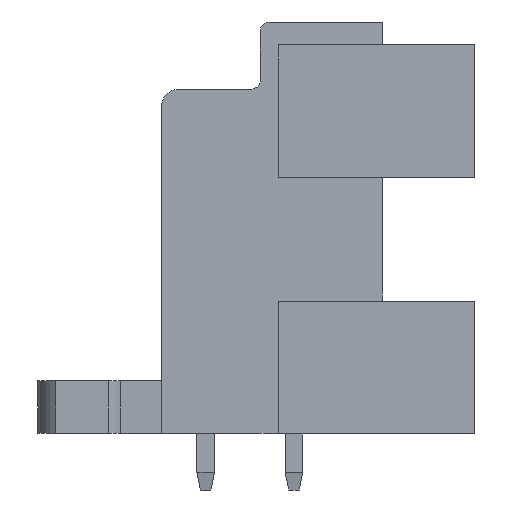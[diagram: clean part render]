
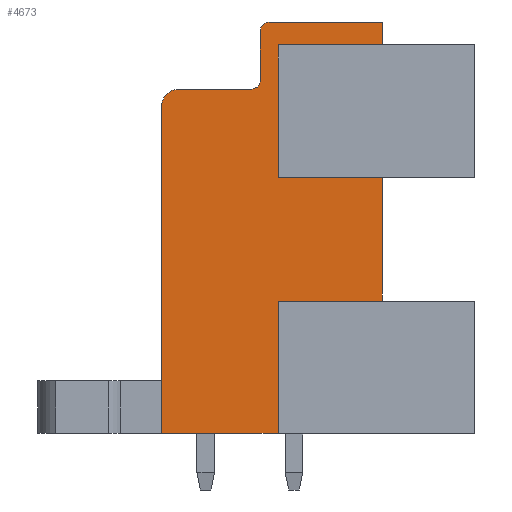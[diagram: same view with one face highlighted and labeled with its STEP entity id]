
A CAD part, left-side view. The second image highlights one B-rep face of the part: STEP entity #4673.
In plain terms, the highlighted planar face has unit normal (-1, 0, 0).
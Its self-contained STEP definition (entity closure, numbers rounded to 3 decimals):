
#2370=AXIS2_PLACEMENT_3D('Circle Axis2P3D',#2368,#2369,$) ;
#2432=AXIS2_PLACEMENT_3D('Circle Axis2P3D',#2430,#2431,$) ;
#2494=AXIS2_PLACEMENT_3D('Circle Axis2P3D',#2492,#2493,$) ;
#4644=AXIS2_PLACEMENT_3D('Plane Axis2P3D',#4641,#4642,#4643) ;
#1037=CARTESIAN_POINT('Vertex',(3.5,5.2,10.7)) ;
#1040=CARTESIAN_POINT('Line Origine',(3.5,8.15,10.7)) ;
#1044=CARTESIAN_POINT('Vertex',(3.5,11.1,10.7)) ;
#1122=CARTESIAN_POINT('Vertex',(3.5,5.2,17.7)) ;
#1125=CARTESIAN_POINT('Line Origine',(3.5,5.2,14.2)) ;
#1181=CARTESIAN_POINT('Vertex',(3.5,11.1,17.7)) ;
#1184=CARTESIAN_POINT('Line Origine',(3.5,8.15,17.7)) ;
#2223=CARTESIAN_POINT('Vertex',(3.5,5.2,25.2)) ;
#2226=CARTESIAN_POINT('Line Origine',(3.5,8.15,25.2)) ;
#2230=CARTESIAN_POINT('Vertex',(3.5,11.1,25.2)) ;
#2303=CARTESIAN_POINT('Vertex',(3.5,5.2,26.5)) ;
#2306=CARTESIAN_POINT('Line Origine',(3.5,5.2,25.85)) ;
#2334=CARTESIAN_POINT('Vertex',(3.5,11.6,26.5)) ;
#2337=CARTESIAN_POINT('Line Origine',(3.5,8.4,26.5)) ;
#2365=CARTESIAN_POINT('Vertex',(3.5,12.1,26.)) ;
#2368=CARTESIAN_POINT('Axis2P3D Location',(3.5,11.6,26.)) ;
#2396=CARTESIAN_POINT('Vertex',(3.5,12.1,23.2)) ;
#2399=CARTESIAN_POINT('Line Origine',(3.5,12.1,24.6)) ;
#2427=CARTESIAN_POINT('Vertex',(3.5,12.6,22.7)) ;
#2430=CARTESIAN_POINT('Axis2P3D Location',(3.5,12.6,23.2)) ;
#2458=CARTESIAN_POINT('Vertex',(3.5,16.7,22.7)) ;
#2461=CARTESIAN_POINT('Line Origine',(3.5,14.65,22.7)) ;
#2489=CARTESIAN_POINT('Vertex',(3.5,17.7,21.7)) ;
#2492=CARTESIAN_POINT('Axis2P3D Location',(3.5,16.7,21.7)) ;
#2599=CARTESIAN_POINT('Vertex',(3.5,17.7,3.2)) ;
#2602=CARTESIAN_POINT('Line Origine',(3.5,17.7,12.45)) ;
#2698=CARTESIAN_POINT('Vertex',(3.5,11.1,3.2)) ;
#2701=CARTESIAN_POINT('Line Origine',(3.5,14.4,3.2)) ;
#4641=CARTESIAN_POINT('Axis2P3D Location',(3.5,0.,0.)) ;
#4646=CARTESIAN_POINT('Line Origine',(3.5,11.1,21.45)) ;
#4651=CARTESIAN_POINT('Line Origine',(3.5,11.1,6.95)) ;
#1041=DIRECTION('Vector Direction',(0.,-1.,0.)) ;
#1126=DIRECTION('Vector Direction',(0.,0.,-1.)) ;
#1185=DIRECTION('Vector Direction',(0.,1.,0.)) ;
#2227=DIRECTION('Vector Direction',(0.,-1.,0.)) ;
#2307=DIRECTION('Vector Direction',(0.,0.,-1.)) ;
#2338=DIRECTION('Vector Direction',(0.,-1.,0.)) ;
#2369=DIRECTION('Axis2P3D Direction',(-1.,0.,0.)) ;
#2400=DIRECTION('Vector Direction',(0.,0.,1.)) ;
#2431=DIRECTION('Axis2P3D Direction',(-1.,0.,0.)) ;
#2462=DIRECTION('Vector Direction',(0.,-1.,0.)) ;
#2493=DIRECTION('Axis2P3D Direction',(-1.,0.,0.)) ;
#2603=DIRECTION('Vector Direction',(0.,0.,1.)) ;
#2702=DIRECTION('Vector Direction',(0.,1.,0.)) ;
#4642=DIRECTION('Axis2P3D Direction',(-1.,0.,0.)) ;
#4643=DIRECTION('Axis2P3D XDirection',(0.,-1.,0.)) ;
#4647=DIRECTION('Vector Direction',(0.,0.,1.)) ;
#4652=DIRECTION('Vector Direction',(0.,0.,1.)) ;
#1042=VECTOR('Line Direction',#1041,1.) ;
#1127=VECTOR('Line Direction',#1126,1.) ;
#1186=VECTOR('Line Direction',#1185,1.) ;
#2228=VECTOR('Line Direction',#2227,1.) ;
#2308=VECTOR('Line Direction',#2307,1.) ;
#2339=VECTOR('Line Direction',#2338,1.) ;
#2401=VECTOR('Line Direction',#2400,1.) ;
#2463=VECTOR('Line Direction',#2462,1.) ;
#2604=VECTOR('Line Direction',#2603,1.) ;
#2703=VECTOR('Line Direction',#2702,1.) ;
#4648=VECTOR('Line Direction',#4647,1.) ;
#4653=VECTOR('Line Direction',#4652,1.) ;
#4657=ORIENTED_EDGE('',*,*,#1188,.F.) ;
#4658=ORIENTED_EDGE('',*,*,#4650,.F.) ;
#4659=ORIENTED_EDGE('',*,*,#2232,.F.) ;
#4660=ORIENTED_EDGE('',*,*,#2310,.T.) ;
#4661=ORIENTED_EDGE('',*,*,#2341,.T.) ;
#4662=ORIENTED_EDGE('',*,*,#2372,.T.) ;
#4663=ORIENTED_EDGE('',*,*,#2403,.T.) ;
#4664=ORIENTED_EDGE('',*,*,#2434,.T.) ;
#4665=ORIENTED_EDGE('',*,*,#2465,.T.) ;
#4666=ORIENTED_EDGE('',*,*,#2496,.T.) ;
#4667=ORIENTED_EDGE('',*,*,#2606,.T.) ;
#4668=ORIENTED_EDGE('',*,*,#2705,.T.) ;
#4669=ORIENTED_EDGE('',*,*,#4655,.F.) ;
#4670=ORIENTED_EDGE('',*,*,#1046,.F.) ;
#4671=ORIENTED_EDGE('',*,*,#1129,.T.) ;
#4673=ADVANCED_FACE('Housing',(#4672),#4645,.T.) ;
#2371=CIRCLE('generated circle',#2370,0.5) ;
#2433=CIRCLE('generated circle',#2432,0.5) ;
#2495=CIRCLE('generated circle',#2494,1.) ;
#1046=EDGE_CURVE('',#1038,#1045,#1043,.F.) ;
#1129=EDGE_CURVE('',#1038,#1123,#1128,.F.) ;
#1188=EDGE_CURVE('',#1182,#1123,#1187,.F.) ;
#2232=EDGE_CURVE('',#2224,#2231,#2229,.F.) ;
#2310=EDGE_CURVE('',#2224,#2304,#2309,.F.) ;
#2341=EDGE_CURVE('',#2304,#2335,#2340,.F.) ;
#2372=EDGE_CURVE('',#2335,#2366,#2371,.T.) ;
#2403=EDGE_CURVE('',#2366,#2397,#2402,.F.) ;
#2434=EDGE_CURVE('',#2397,#2428,#2433,.F.) ;
#2465=EDGE_CURVE('',#2428,#2459,#2464,.F.) ;
#2496=EDGE_CURVE('',#2459,#2490,#2495,.T.) ;
#2606=EDGE_CURVE('',#2490,#2600,#2605,.F.) ;
#2705=EDGE_CURVE('',#2600,#2699,#2704,.F.) ;
#4650=EDGE_CURVE('',#2231,#1182,#4649,.F.) ;
#4655=EDGE_CURVE('',#1045,#2699,#4654,.F.) ;
#4656=EDGE_LOOP('',(#4657,#4658,#4659,#4660,#4661,#4662,#4663,#4664,#4665,#4666,#4667,#4668,#4669,#4670,#4671)) ;
#4672=FACE_OUTER_BOUND('',#4656,.T.) ;
#1043=LINE('Line',#1040,#1042) ;
#1128=LINE('Line',#1125,#1127) ;
#1187=LINE('Line',#1184,#1186) ;
#2229=LINE('Line',#2226,#2228) ;
#2309=LINE('Line',#2306,#2308) ;
#2340=LINE('Line',#2337,#2339) ;
#2402=LINE('Line',#2399,#2401) ;
#2464=LINE('Line',#2461,#2463) ;
#2605=LINE('Line',#2602,#2604) ;
#2704=LINE('Line',#2701,#2703) ;
#4649=LINE('Line',#4646,#4648) ;
#4654=LINE('Line',#4651,#4653) ;
#4645=PLANE('',#4644) ;
#1038=VERTEX_POINT('',#1037) ;
#1045=VERTEX_POINT('',#1044) ;
#1123=VERTEX_POINT('',#1122) ;
#1182=VERTEX_POINT('',#1181) ;
#2224=VERTEX_POINT('',#2223) ;
#2231=VERTEX_POINT('',#2230) ;
#2304=VERTEX_POINT('',#2303) ;
#2335=VERTEX_POINT('',#2334) ;
#2366=VERTEX_POINT('',#2365) ;
#2397=VERTEX_POINT('',#2396) ;
#2428=VERTEX_POINT('',#2427) ;
#2459=VERTEX_POINT('',#2458) ;
#2490=VERTEX_POINT('',#2489) ;
#2600=VERTEX_POINT('',#2599) ;
#2699=VERTEX_POINT('',#2698) ;
